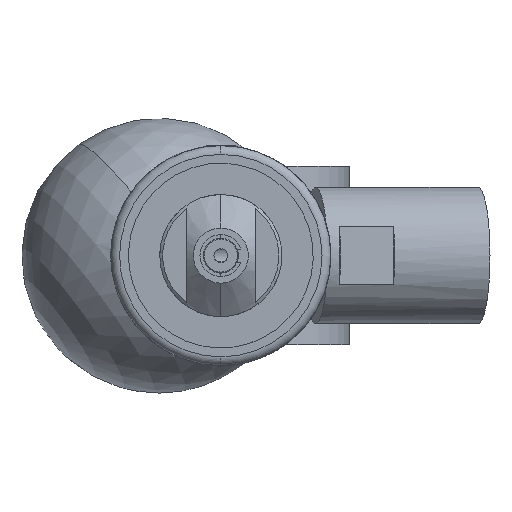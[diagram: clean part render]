
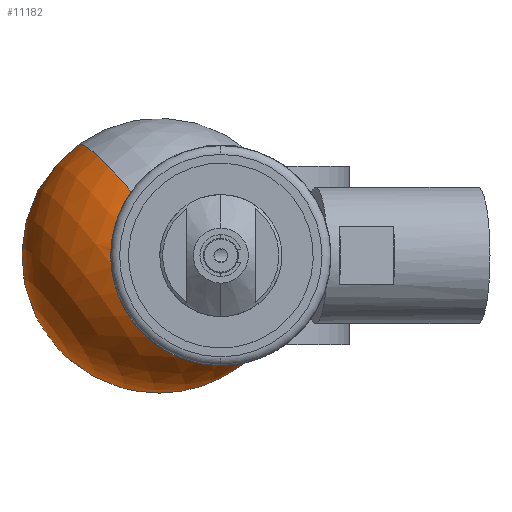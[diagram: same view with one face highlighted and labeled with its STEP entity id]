
A CAD part, left-side view. The second image highlights one B-rep face of the part: STEP entity #11182.
In plain terms, the highlighted spherical face has radius 15.875 mm.
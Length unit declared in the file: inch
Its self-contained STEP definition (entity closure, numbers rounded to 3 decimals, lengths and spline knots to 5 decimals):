
#1034 = CIRCLE ( 'NONE', #3055, 0.625 ) ;
#1724 = ORIENTED_EDGE ( 'NONE', *, *, #9891, .T. ) ;
#1908 = DIRECTION ( 'NONE',  ( -0.127, 0.801, -0.585 ) ) ;
#2425 = AXIS2_PLACEMENT_3D ( 'NONE', #7275, #9575, #6025 ) ;
#2472 = CIRCLE ( 'NONE', #11273, 0.625 ) ;
#2577 = DIRECTION ( 'NONE',  ( 0.127, -0.801, 0.585 ) ) ;
#3055 = AXIS2_PLACEMENT_3D ( 'NONE', #6882, #1908, #10264 ) ;
#3145 = VERTEX_POINT ( 'NONE', #9948 ) ;
#3551 = CARTESIAN_POINT ( 'NONE',  ( 6.58962, 0.19044, 0. ) ) ;
#3741 = CARTESIAN_POINT ( 'NONE',  ( 7.15539, 0.28004, 0. ) ) ;
#3809 = AXIS2_PLACEMENT_3D ( 'NONE', #9053, #7885, #12623 ) ;
#5538 = CARTESIAN_POINT ( 'NONE',  ( 6.55791, 0.39068, -0.14627 ) ) ;
#5985 = DIRECTION ( 'NONE',  ( 0.127, -0.801, 0.585 ) ) ;
#6014 = ORIENTED_EDGE ( 'NONE', *, *, #14996, .T. ) ;
#6025 = DIRECTION ( 'NONE',  ( 0.092, -0.578, -0.811 ) ) ;
#6589 = CIRCLE ( 'NONE', #3809, 0.25 ) ;
#6657 = VERTEX_POINT ( 'NONE', #8427 ) ;
#6683 = CARTESIAN_POINT ( 'NONE',  ( 6.56674, 0.3349, 0.20274 ) ) ;
#6882 = CARTESIAN_POINT ( 'NONE',  ( 7.15539, 0.28004, 0. ) ) ;
#7275 = CARTESIAN_POINT ( 'NONE',  ( 7.15539, 0.28004, 0. ) ) ;
#7367 = DIRECTION ( 'NONE',  ( 0., -0.59, -0.808 ) ) ;
#7885 = DIRECTION ( 'NONE',  ( 0.988, 0.156, 0. ) ) ;
#8427 = CARTESIAN_POINT ( 'NONE',  ( 7.7727, 0.37782, 0. ) ) ;
#9053 = CARTESIAN_POINT ( 'NONE',  ( 6.58962, 0.19044, 0. ) ) ;
#9575 = DIRECTION ( 'NONE',  ( 0.127, -0.801, 0.585 ) ) ;
#9891 = EDGE_CURVE ( 'NONE', #3145, #13838, #11897, .T. ) ;
#9948 = CARTESIAN_POINT ( 'NONE',  ( 6.6125, 0.04597, -0.20274 ) ) ;
#9953 = ORIENTED_EDGE ( 'NONE', *, *, #12290, .F. ) ;
#10264 = DIRECTION ( 'NONE',  ( 0., 0.59, 0.808 ) ) ;
#10757 = FACE_OUTER_BOUND ( 'NONE', #12315, .T. ) ;
#11182 = ADVANCED_FACE ( 'NONE', ( #10757 ), #14495, .T. ) ;
#11273 = AXIS2_PLACEMENT_3D ( 'NONE', #3741, #2577, #7367 ) ;
#11897 = CIRCLE ( 'NONE', #14177, 0.25 ) ;
#12290 = EDGE_CURVE ( 'NONE', #6657, #15373, #2472, .T. ) ;
#12315 = EDGE_LOOP ( 'NONE', ( #9953, #6014, #1724, #14747 ) ) ;
#12623 = DIRECTION ( 'NONE',  ( 0.127, -0.801, 0.585 ) ) ;
#13185 = DIRECTION ( 'NONE',  ( 0.988, 0.156, 0. ) ) ;
#13838 = VERTEX_POINT ( 'NONE', #5538 ) ;
#14177 = AXIS2_PLACEMENT_3D ( 'NONE', #3551, #13185, #5985 ) ;
#14495 = SPHERICAL_SURFACE ( 'NONE', #2425, 0.625 ) ;
#14747 = ORIENTED_EDGE ( 'NONE', *, *, #15241, .T. ) ;
#14996 = EDGE_CURVE ( 'NONE', #6657, #3145, #1034, .T. ) ;
#15241 = EDGE_CURVE ( 'NONE', #13838, #15373, #6589, .T. ) ;
#15373 = VERTEX_POINT ( 'NONE', #6683 ) ;
